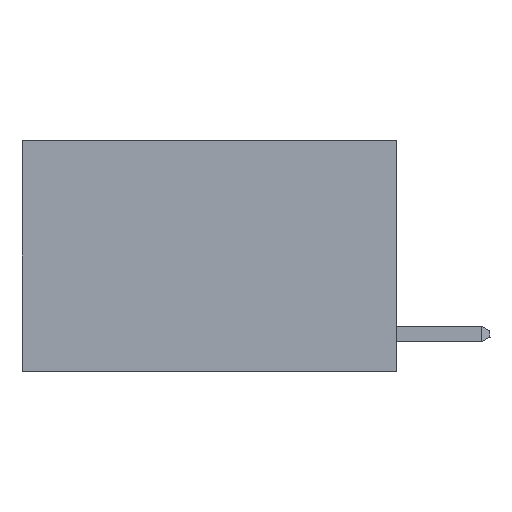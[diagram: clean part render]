
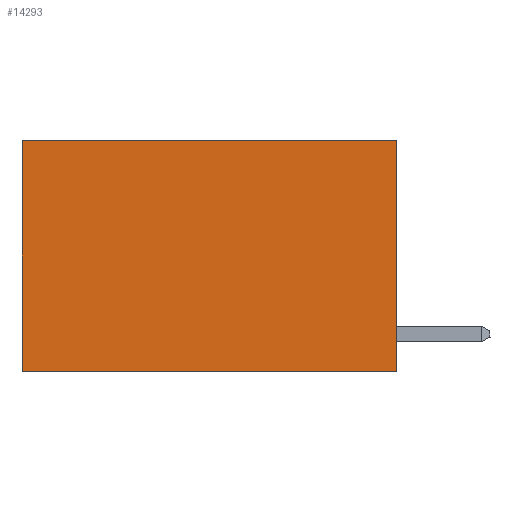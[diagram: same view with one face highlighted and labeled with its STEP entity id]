
A CAD part, left-side view. The second image highlights one B-rep face of the part: STEP entity #14293.
In plain terms, the highlighted planar face has unit normal (-1, 0, 0).
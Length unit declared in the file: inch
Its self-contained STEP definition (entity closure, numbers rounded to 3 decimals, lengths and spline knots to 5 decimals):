
#216 = ORIENTED_EDGE ( 'NONE', *, *, #4725, .F. ) ;
#2751 = DIRECTION ( 'NONE',  ( 0., 0., -1. ) ) ;
#4011 = CARTESIAN_POINT ( 'NONE',  ( 0.2625, 0.6, -0.37 ) ) ;
#4321 = EDGE_CURVE ( 'NONE', #20011, #6427, #19626, .T. ) ;
#4572 = PLANE ( 'NONE',  #4724 ) ;
#4724 = AXIS2_PLACEMENT_3D ( 'NONE', #21435, #16417, #6277 ) ;
#4725 = EDGE_CURVE ( 'NONE', #19268, #21147, #11697, .T. ) ;
#5744 = LINE ( 'NONE', #6496, #15272 ) ;
#6080 = ORIENTED_EDGE ( 'NONE', *, *, #4321, .T. ) ;
#6277 = DIRECTION ( 'NONE',  ( 0., 0., -1. ) ) ;
#6427 = VERTEX_POINT ( 'NONE', #4011 ) ;
#6496 = CARTESIAN_POINT ( 'NONE',  ( 0.2625, 0., 0. ) ) ;
#7410 = EDGE_CURVE ( 'NONE', #19268, #20011, #5744, .T. ) ;
#10854 = LINE ( 'NONE', #18431, #14271 ) ;
#11211 = CARTESIAN_POINT ( 'NONE',  ( 0.2625, 0., 0. ) ) ;
#11690 = CARTESIAN_POINT ( 'NONE',  ( 0.2625, 0., -0.37 ) ) ;
#11697 = LINE ( 'NONE', #11211, #20147 ) ;
#13507 = FACE_OUTER_BOUND ( 'NONE', #17815, .T. ) ;
#14187 = CARTESIAN_POINT ( 'NONE',  ( 0.2625, 0., 0. ) ) ;
#14271 = VECTOR ( 'NONE', #16729, 39.37008 ) ;
#14293 = ADVANCED_FACE ( 'NONE', ( #13507 ), #4572, .F. ) ;
#14598 = VECTOR ( 'NONE', #17301, 39.37008 ) ;
#15272 = VECTOR ( 'NONE', #18327, 39.37008 ) ;
#15391 = CARTESIAN_POINT ( 'NONE',  ( 0.2625, 0.6, 0. ) ) ;
#15692 = ORIENTED_EDGE ( 'NONE', *, *, #7410, .T. ) ;
#16417 = DIRECTION ( 'NONE',  ( 1., 0., 0. ) ) ;
#16441 = EDGE_CURVE ( 'NONE', #21147, #6427, #10854, .T. ) ;
#16729 = DIRECTION ( 'NONE',  ( 0., 1., 0. ) ) ;
#17301 = DIRECTION ( 'NONE',  ( 0., 0., -1. ) ) ;
#17815 = EDGE_LOOP ( 'NONE', ( #6080, #19157, #216, #15692 ) ) ;
#18327 = DIRECTION ( 'NONE',  ( 0., 1., 0. ) ) ;
#18431 = CARTESIAN_POINT ( 'NONE',  ( 0.2625, 0., -0.37 ) ) ;
#19157 = ORIENTED_EDGE ( 'NONE', *, *, #16441, .F. ) ;
#19268 = VERTEX_POINT ( 'NONE', #14187 ) ;
#19626 = LINE ( 'NONE', #20648, #14598 ) ;
#20011 = VERTEX_POINT ( 'NONE', #15391 ) ;
#20147 = VECTOR ( 'NONE', #2751, 39.37008 ) ;
#20648 = CARTESIAN_POINT ( 'NONE',  ( 0.2625, 0.6, 0. ) ) ;
#21147 = VERTEX_POINT ( 'NONE', #11690 ) ;
#21435 = CARTESIAN_POINT ( 'NONE',  ( 0.2625, 0., 0. ) ) ;
